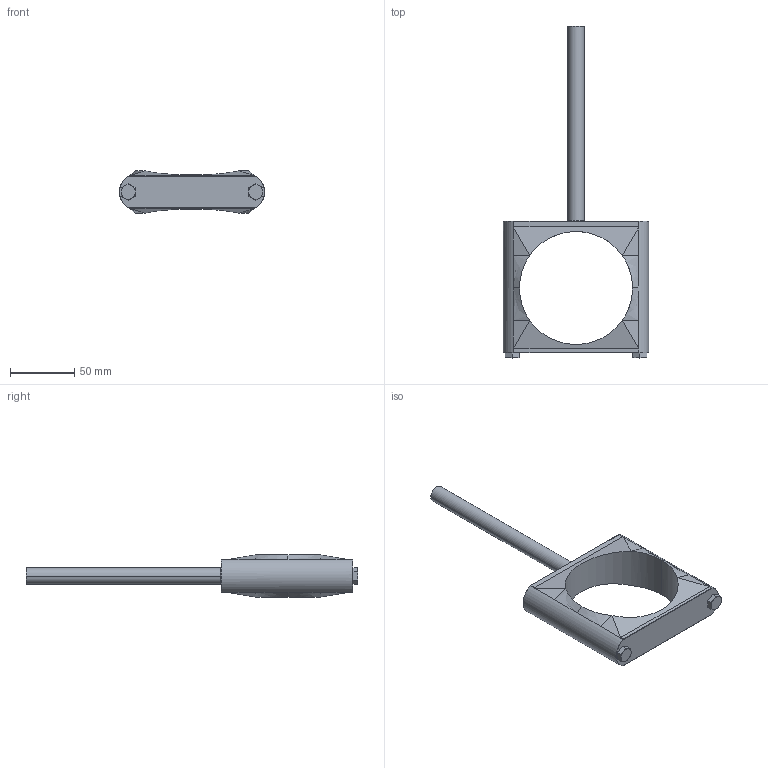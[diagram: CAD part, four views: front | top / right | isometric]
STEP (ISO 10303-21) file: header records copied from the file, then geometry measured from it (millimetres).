
FILE_DESCRIPTION (( 'STEP AP214' ), '1' );
FILE_NAME ('CSDW6R3.0P304ZP.STEP', '2023-05-29T09:15:46', ( '' ), ( '' ), 'SwSTEP 2.0', 'SolidWorks 2018', '' );
FILE_SCHEMA (( 'AUTOMOTIVE_DESIGN' ));
Length unit declared in the file: inch
Products named in the file (1): CSDW6R3.0P304ZP
Bounding box: 113.59 x 259.29 x 33.02 mm (x, y, z)
Volume: 158543.3 mm3; surface area: 34992.4 mm2
Topology: 1 solids, 1 shells, 84 faces, 209 edges, 128 vertices
Faces by surface type: plane 37, cylinder 18, cone 16, bspline 8, torus 5
Entity records: 2860 total; most frequent: CARTESIAN_POINT 986, ORIENTED_EDGE 418, DIRECTION 322, EDGE_CURVE 209, VERTEX_POINT 128, AXIS2_PLACEMENT_3D 108, VECTOR 106, LINE 106
